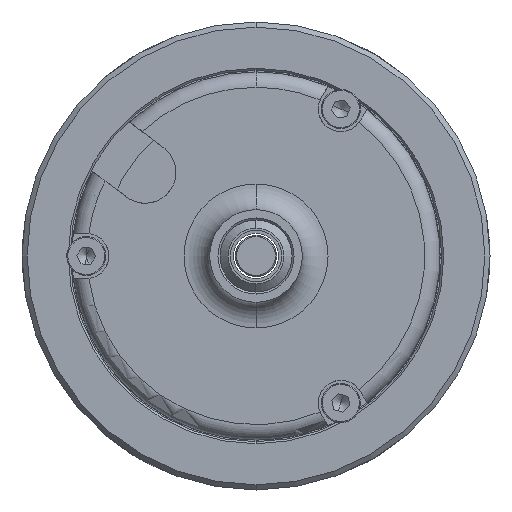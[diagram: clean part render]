
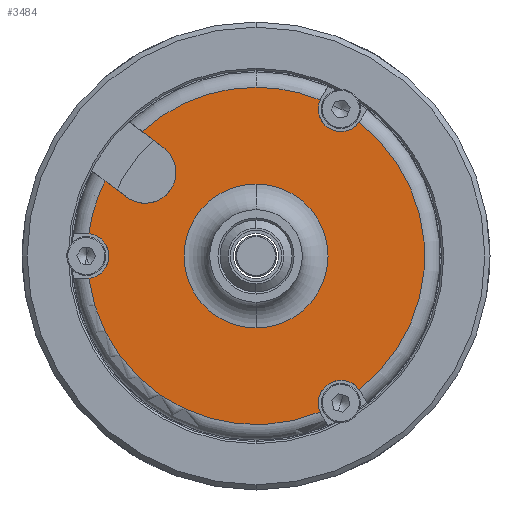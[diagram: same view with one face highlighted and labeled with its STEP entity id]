
A CAD part, left-side view. The second image highlights one B-rep face of the part: STEP entity #3484.
In plain terms, the highlighted planar face has unit normal (-1, 0, 0).
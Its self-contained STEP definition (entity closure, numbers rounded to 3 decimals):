
#79 = AXIS2_PLACEMENT_3D ( 'NONE', #4494, #6879, #930 ) ;
#91 = CARTESIAN_POINT ( 'NONE',  ( -32.558, -6.234, -15.169 ) ) ;
#169 = CARTESIAN_POINT ( 'NONE',  ( -32.558, 12.587, 5.729 ) ) ;
#206 = EDGE_CURVE ( 'NONE', #3180, #7277, #6316, .T. ) ;
#317 = CARTESIAN_POINT ( 'NONE',  ( -32.558, 14.682, 7.307 ) ) ;
#358 = AXIS2_PLACEMENT_3D ( 'NONE', #5319, #5085, #5506 ) ;
#417 = ORIENTED_EDGE ( 'NONE', *, *, #6834, .F. ) ;
#533 = CARTESIAN_POINT ( 'NONE',  ( -32.558, 8.976, 10.52 ) ) ;
#634 = CIRCLE ( 'NONE', #5814, 2.2 ) ;
#703 = FACE_OUTER_BOUND ( 'NONE', #4984, .T. ) ;
#748 = CARTESIAN_POINT ( 'NONE',  ( -32.558, 10.782, 8.125 ) ) ;
#757 = CARTESIAN_POINT ( 'NONE',  ( -32.558, -8.25, 14.289 ) ) ;
#811 = CARTESIAN_POINT ( 'NONE',  ( -32.558, -8.25, -14.289 ) ) ;
#864 = VERTEX_POINT ( 'NONE', #6078 ) ;
#930 = DIRECTION ( 'NONE',  ( 0., 0., 1. ) ) ;
#1054 = EDGE_CURVE ( 'NONE', #7791, #3960, #2790, .T. ) ;
#1156 = DIRECTION ( 'NONE',  ( 0., 0.799, 0.602 ) ) ;
#1219 = CARTESIAN_POINT ( 'NONE',  ( -32.558, -10.02, -12.983 ) ) ;
#1222 = VERTEX_POINT ( 'NONE', #3824 ) ;
#1351 = ORIENTED_EDGE ( 'NONE', *, *, #6067, .F. ) ;
#1402 = LINE ( 'NONE', #1991, #3277 ) ;
#1433 = DIRECTION ( 'NONE',  ( -1., 0., 0. ) ) ;
#1498 = VECTOR ( 'NONE', #1156, 1000. ) ;
#1527 = DIRECTION ( 'NONE',  ( -1., 0., 0. ) ) ;
#1647 = AXIS2_PLACEMENT_3D ( 'NONE', #7361, #6143, #2559 ) ;
#1788 = DIRECTION ( 'NONE',  ( -1., 0., 0. ) ) ;
#1814 = ORIENTED_EDGE ( 'NONE', *, *, #206, .T. ) ;
#1834 = DIRECTION ( 'NONE',  ( 0., 0., 1. ) ) ;
#1878 = DIRECTION ( 'NONE',  ( 0., 0., 1. ) ) ;
#1905 = CARTESIAN_POINT ( 'NONE',  ( -32.558, 17.9, 0. ) ) ;
#1954 = ORIENTED_EDGE ( 'NONE', *, *, #4471, .F. ) ;
#1967 = EDGE_CURVE ( 'NONE', #3774, #7277, #5135, .T. ) ;
#1991 = CARTESIAN_POINT ( 'NONE',  ( -32.558, 18.976, 10.543 ) ) ;
#2000 = EDGE_CURVE ( 'NONE', #864, #1222, #2135, .T. ) ;
#2079 = CARTESIAN_POINT ( 'NONE',  ( -32.558, 0., 16.4 ) ) ;
#2135 = CIRCLE ( 'NONE', #358, 7. ) ;
#2218 = ORIENTED_EDGE ( 'NONE', *, *, #6927, .F. ) ;
#2225 = AXIS2_PLACEMENT_3D ( 'NONE', #2341, #7226, #1834 ) ;
#2328 = EDGE_CURVE ( 'NONE', #3180, #6982, #4535, .T. ) ;
#2341 = CARTESIAN_POINT ( 'NONE',  ( -32.558, -8.25, -14.289 ) ) ;
#2353 = CARTESIAN_POINT ( 'NONE',  ( -32.558, -8.25, -12.089 ) ) ;
#2442 = DIRECTION ( 'NONE',  ( 0., 0., 1. ) ) ;
#2469 = DIRECTION ( 'NONE',  ( -1., 0., 0. ) ) ;
#2559 = DIRECTION ( 'NONE',  ( 0., 0., 1. ) ) ;
#2617 = DIRECTION ( 'NONE',  ( 0., 0., 1. ) ) ;
#2651 = AXIS2_PLACEMENT_3D ( 'NONE', #1905, #5655, #2442 ) ;
#2790 = CIRCLE ( 'NONE', #7184, 16.4 ) ;
#2845 = EDGE_LOOP ( 'NONE', ( #3681, #6850 ) ) ;
#2912 = CARTESIAN_POINT ( 'NONE',  ( -32.558, -6.234, 15.169 ) ) ;
#2919 = AXIS2_PLACEMENT_3D ( 'NONE', #4881, #7268, #1878 ) ;
#3175 = DIRECTION ( 'NONE',  ( -1., 0., 0. ) ) ;
#3180 = VERTEX_POINT ( 'NONE', #3626 ) ;
#3272 = AXIS2_PLACEMENT_3D ( 'NONE', #3572, #1788, #5998 ) ;
#3277 = VECTOR ( 'NONE', #6283, 1000. ) ;
#3384 = CIRCLE ( 'NONE', #6646, 16.4 ) ;
#3484 = ADVANCED_FACE ( 'NONE', ( #703, #6741 ), #7416, .T. ) ;
#3572 = CARTESIAN_POINT ( 'NONE',  ( -32.558, 16.5, 0. ) ) ;
#3626 = CARTESIAN_POINT ( 'NONE',  ( -32.558, 16.254, -2.186 ) ) ;
#3646 = DIRECTION ( 'NONE',  ( -1., 0., 0. ) ) ;
#3681 = ORIENTED_EDGE ( 'NONE', *, *, #5727, .T. ) ;
#3765 = CIRCLE ( 'NONE', #5899, 2.2 ) ;
#3774 = VERTEX_POINT ( 'NONE', #2353 ) ;
#3801 = VERTEX_POINT ( 'NONE', #1219 ) ;
#3824 = CARTESIAN_POINT ( 'NONE',  ( -32.558, 0., 7. ) ) ;
#3906 = EDGE_CURVE ( 'NONE', #6530, #6982, #7298, .T. ) ;
#3960 = VERTEX_POINT ( 'NONE', #6029 ) ;
#3972 = EDGE_CURVE ( 'NONE', #3801, #4079, #7678, .T. ) ;
#4079 = VERTEX_POINT ( 'NONE', #5127 ) ;
#4113 = LINE ( 'NONE', #5994, #1498 ) ;
#4172 = VERTEX_POINT ( 'NONE', #2912 ) ;
#4346 = CARTESIAN_POINT ( 'NONE',  ( -32.558, 0., 0. ) ) ;
#4471 = EDGE_CURVE ( 'NONE', #3801, #3774, #634, .T. ) ;
#4494 = CARTESIAN_POINT ( 'NONE',  ( -32.558, 0., 0. ) ) ;
#4535 = CIRCLE ( 'NONE', #3272, 2.2 ) ;
#4736 = DIRECTION ( 'NONE',  ( 0., 0., 1. ) ) ;
#4881 = CARTESIAN_POINT ( 'NONE',  ( -32.558, 0., 0. ) ) ;
#4896 = DIRECTION ( 'NONE',  ( 0., 0., 1. ) ) ;
#4954 = CARTESIAN_POINT ( 'NONE',  ( -32.558, 16.254, 2.186 ) ) ;
#4965 = ORIENTED_EDGE ( 'NONE', *, *, #3906, .T. ) ;
#4984 = EDGE_LOOP ( 'NONE', ( #1351, #2218, #417, #4965, #6706, #1814, #7531, #1954, #6684, #6890, #6274, #7381 ) ) ;
#5085 = DIRECTION ( 'NONE',  ( 1., 0., 0. ) ) ;
#5127 = CARTESIAN_POINT ( 'NONE',  ( -32.558, -10.02, 12.983 ) ) ;
#5135 = CIRCLE ( 'NONE', #2225, 2.2 ) ;
#5168 = CIRCLE ( 'NONE', #6790, 3. ) ;
#5319 = CARTESIAN_POINT ( 'NONE',  ( -32.558, 0., 0. ) ) ;
#5506 = DIRECTION ( 'NONE',  ( 0., 0., 1. ) ) ;
#5588 = VERTEX_POINT ( 'NONE', #169 ) ;
#5655 = DIRECTION ( 'NONE',  ( -1., 0., 0. ) ) ;
#5658 = CIRCLE ( 'NONE', #79, 7. ) ;
#5722 = CARTESIAN_POINT ( 'NONE',  ( -32.558, 0., 0. ) ) ;
#5727 = EDGE_CURVE ( 'NONE', #1222, #864, #5658, .T. ) ;
#5781 = DIRECTION ( 'NONE',  ( 0., 0., 1. ) ) ;
#5797 = EDGE_CURVE ( 'NONE', #4172, #4079, #3765, .T. ) ;
#5810 = EDGE_CURVE ( 'NONE', #4172, #7791, #3384, .T. ) ;
#5814 = AXIS2_PLACEMENT_3D ( 'NONE', #811, #1527, #5781 ) ;
#5899 = AXIS2_PLACEMENT_3D ( 'NONE', #757, #3175, #2617 ) ;
#5994 = CARTESIAN_POINT ( 'NONE',  ( -32.558, 8.976, 10.52 ) ) ;
#5998 = DIRECTION ( 'NONE',  ( 0., 0., 1. ) ) ;
#6029 = CARTESIAN_POINT ( 'NONE',  ( -32.558, 11.071, 12.099 ) ) ;
#6067 = EDGE_CURVE ( 'NONE', #7508, #3960, #4113, .T. ) ;
#6078 = CARTESIAN_POINT ( 'NONE',  ( -32.558, 0., -7. ) ) ;
#6090 = DIRECTION ( 'NONE',  ( 0., 0., 1. ) ) ;
#6143 = DIRECTION ( 'NONE',  ( -1., 0., 0. ) ) ;
#6198 = DIRECTION ( 'NONE',  ( 0., 0., 1. ) ) ;
#6274 = ORIENTED_EDGE ( 'NONE', *, *, #5810, .T. ) ;
#6283 = DIRECTION ( 'NONE',  ( 0., -0.799, -0.602 ) ) ;
#6316 = CIRCLE ( 'NONE', #2919, 16.4 ) ;
#6493 = DIRECTION ( 'NONE',  ( -1., 0., 0. ) ) ;
#6530 = VERTEX_POINT ( 'NONE', #317 ) ;
#6646 = AXIS2_PLACEMENT_3D ( 'NONE', #6747, #1433, #6090 ) ;
#6684 = ORIENTED_EDGE ( 'NONE', *, *, #3972, .T. ) ;
#6706 = ORIENTED_EDGE ( 'NONE', *, *, #2328, .F. ) ;
#6741 = FACE_BOUND ( 'NONE', #2845, .T. ) ;
#6747 = CARTESIAN_POINT ( 'NONE',  ( -32.558, 0., 0. ) ) ;
#6790 = AXIS2_PLACEMENT_3D ( 'NONE', #748, #3646, #6198 ) ;
#6834 = EDGE_CURVE ( 'NONE', #6530, #5588, #1402, .T. ) ;
#6850 = ORIENTED_EDGE ( 'NONE', *, *, #2000, .T. ) ;
#6879 = DIRECTION ( 'NONE',  ( 1., 0., 0. ) ) ;
#6890 = ORIENTED_EDGE ( 'NONE', *, *, #5797, .F. ) ;
#6927 = EDGE_CURVE ( 'NONE', #5588, #7508, #5168, .T. ) ;
#6982 = VERTEX_POINT ( 'NONE', #4954 ) ;
#7184 = AXIS2_PLACEMENT_3D ( 'NONE', #5722, #6493, #4736 ) ;
#7226 = DIRECTION ( 'NONE',  ( -1., 0., 0. ) ) ;
#7268 = DIRECTION ( 'NONE',  ( -1., 0., 0. ) ) ;
#7277 = VERTEX_POINT ( 'NONE', #91 ) ;
#7298 = CIRCLE ( 'NONE', #1647, 16.4 ) ;
#7361 = CARTESIAN_POINT ( 'NONE',  ( -32.558, 0., 0. ) ) ;
#7381 = ORIENTED_EDGE ( 'NONE', *, *, #1054, .T. ) ;
#7416 = PLANE ( 'NONE',  #2651 ) ;
#7508 = VERTEX_POINT ( 'NONE', #533 ) ;
#7531 = ORIENTED_EDGE ( 'NONE', *, *, #1967, .F. ) ;
#7553 = AXIS2_PLACEMENT_3D ( 'NONE', #4346, #2469, #4896 ) ;
#7678 = CIRCLE ( 'NONE', #7553, 16.4 ) ;
#7791 = VERTEX_POINT ( 'NONE', #2079 ) ;
